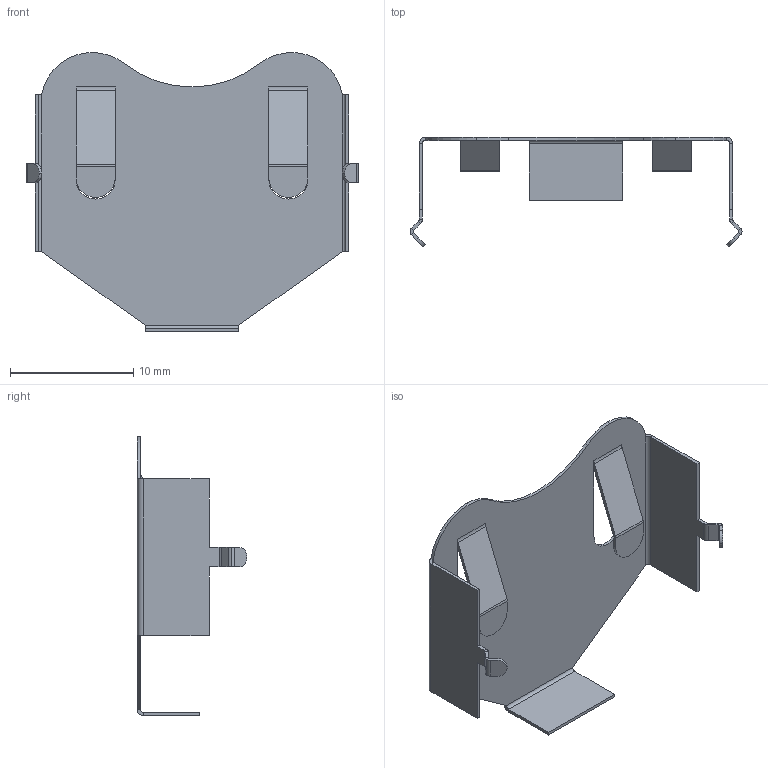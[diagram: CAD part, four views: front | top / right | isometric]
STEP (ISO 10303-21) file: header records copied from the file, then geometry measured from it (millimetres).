
FILE_DESCRIPTION (( 'STEP AP214' ), '1' );
FILE_NAME ('3009.STEP', '2021-02-03T19:19:59', ( '' ), ( '' ), 'SwSTEP 2.0', 'SolidWorks 2017', '' );
FILE_SCHEMA (( 'AUTOMOTIVE_DESIGN' ));
Length unit declared in the file: inch
Products named in the file (1): 3009
Bounding box: 26.9 x 8.89 x 22.61 mm (x, y, z)
Volume: 167.2 mm3; surface area: 1372.3 mm2
Topology: 1 solids, 1 shells, 137 faces, 322 edges, 188 vertices
Faces by surface type: plane 96, cylinder 41
Entity records: 3878 total; most frequent: CARTESIAN_POINT 696, DIRECTION 660, ORIENTED_EDGE 644, EDGE_CURVE 322, LINE 228, VECTOR 228, AXIS2_PLACEMENT_3D 216, VERTEX_POINT 188
